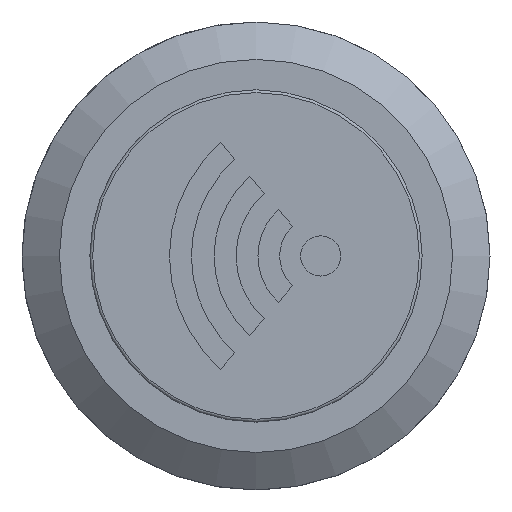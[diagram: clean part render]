
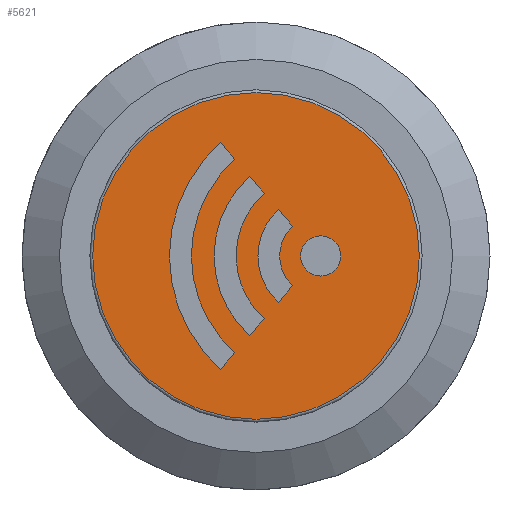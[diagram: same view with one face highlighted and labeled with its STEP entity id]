
A CAD part, top view. The second image highlights one B-rep face of the part: STEP entity #5621.
In plain terms, the highlighted planar face has unit normal (0, 0, 1).
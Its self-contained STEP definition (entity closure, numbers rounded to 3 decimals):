
#205=FACE_BOUND('',#557,.T.);
#206=FACE_BOUND('',#558,.T.);
#207=FACE_BOUND('',#559,.T.);
#208=FACE_BOUND('',#560,.T.);
#255=FACE_OUTER_BOUND('',#556,.T.);
#556=EDGE_LOOP('',(#3709,#3710));
#557=EDGE_LOOP('',(#3711));
#558=EDGE_LOOP('',(#3712,#3713,#3714,#3715));
#559=EDGE_LOOP('',(#3716,#3717,#3718,#3719));
#560=EDGE_LOOP('',(#3720,#3721,#3722,#3723));
#895=CIRCLE('',#5938,2.193);
#896=CIRCLE('',#5939,3.356);
#897=CIRCLE('',#5941,4.518);
#898=CIRCLE('',#5942,5.697);
#899=CIRCLE('',#5944,1.072);
#900=CIRCLE('',#5946,6.912);
#901=CIRCLE('',#5947,8.082);
#902=CIRCLE('',#5949,8.725);
#907=CIRCLE('',#5954,8.725);
#1071=LINE('',#7828,#1663);
#1072=LINE('',#7832,#1664);
#1073=LINE('',#7837,#1665);
#1074=LINE('',#7841,#1666);
#1075=LINE('',#7849,#1667);
#1076=LINE('',#7853,#1668);
#1663=VECTOR('',#6372,10.);
#1664=VECTOR('',#6375,10.);
#1665=VECTOR('',#6380,10.);
#1666=VECTOR('',#6383,10.);
#1667=VECTOR('',#6392,10.);
#1668=VECTOR('',#6395,10.);
#2255=VERTEX_POINT('',#7826);
#2256=VERTEX_POINT('',#7827);
#2257=VERTEX_POINT('',#7829);
#2258=VERTEX_POINT('',#7831);
#2259=VERTEX_POINT('',#7835);
#2260=VERTEX_POINT('',#7836);
#2261=VERTEX_POINT('',#7838);
#2262=VERTEX_POINT('',#7840);
#2263=VERTEX_POINT('',#7844);
#2264=VERTEX_POINT('',#7847);
#2265=VERTEX_POINT('',#7848);
#2266=VERTEX_POINT('',#7850);
#2267=VERTEX_POINT('',#7852);
#2268=VERTEX_POINT('',#7856);
#2269=VERTEX_POINT('',#7857);
#2827=EDGE_CURVE('',#2255,#2256,#1071,.T.);
#2828=EDGE_CURVE('',#2257,#2255,#895,.T.);
#2829=EDGE_CURVE('',#2258,#2257,#1072,.T.);
#2830=EDGE_CURVE('',#2256,#2258,#896,.T.);
#2831=EDGE_CURVE('',#2259,#2260,#1073,.T.);
#2832=EDGE_CURVE('',#2261,#2259,#897,.T.);
#2833=EDGE_CURVE('',#2262,#2261,#1074,.T.);
#2834=EDGE_CURVE('',#2260,#2262,#898,.T.);
#2835=EDGE_CURVE('',#2263,#2263,#899,.T.);
#2836=EDGE_CURVE('',#2264,#2265,#1075,.T.);
#2837=EDGE_CURVE('',#2266,#2264,#900,.T.);
#2838=EDGE_CURVE('',#2267,#2266,#1076,.T.);
#2839=EDGE_CURVE('',#2265,#2267,#901,.T.);
#2840=EDGE_CURVE('',#2268,#2269,#902,.T.);
#2845=EDGE_CURVE('',#2269,#2268,#907,.T.);
#3709=ORIENTED_EDGE('',*,*,#2840,.F.);
#3710=ORIENTED_EDGE('',*,*,#2845,.F.);
#3711=ORIENTED_EDGE('',*,*,#2835,.T.);
#3712=ORIENTED_EDGE('',*,*,#2829,.T.);
#3713=ORIENTED_EDGE('',*,*,#2828,.T.);
#3714=ORIENTED_EDGE('',*,*,#2827,.T.);
#3715=ORIENTED_EDGE('',*,*,#2830,.T.);
#3716=ORIENTED_EDGE('',*,*,#2833,.T.);
#3717=ORIENTED_EDGE('',*,*,#2832,.T.);
#3718=ORIENTED_EDGE('',*,*,#2831,.T.);
#3719=ORIENTED_EDGE('',*,*,#2834,.T.);
#3720=ORIENTED_EDGE('',*,*,#2838,.T.);
#3721=ORIENTED_EDGE('',*,*,#2837,.T.);
#3722=ORIENTED_EDGE('',*,*,#2836,.T.);
#3723=ORIENTED_EDGE('',*,*,#2839,.T.);
#5417=PLANE('',#5955);
#5621=ADVANCED_FACE('',(#255,#205,#206,#207,#208),#5417,.T.);
#5938=AXIS2_PLACEMENT_3D('',#7830,#6373,#6374);
#5939=AXIS2_PLACEMENT_3D('',#7833,#6376,#6377);
#5941=AXIS2_PLACEMENT_3D('',#7839,#6381,#6382);
#5942=AXIS2_PLACEMENT_3D('',#7842,#6384,#6385);
#5944=AXIS2_PLACEMENT_3D('',#7845,#6388,#6389);
#5946=AXIS2_PLACEMENT_3D('',#7851,#6393,#6394);
#5947=AXIS2_PLACEMENT_3D('',#7854,#6396,#6397);
#5949=AXIS2_PLACEMENT_3D('',#7858,#6400,#6401);
#5954=AXIS2_PLACEMENT_3D('',#7866,#6410,#6411);
#5955=AXIS2_PLACEMENT_3D('',#7867,#6412,#6413);
#6372=DIRECTION('',(-0.653,-0.757,0.));
#6373=DIRECTION('center_axis',(0.,0.,
1.));
#6374=DIRECTION('ref_axis',(-0.687,0.727,0.));
#6375=DIRECTION('',(0.653,-0.757,0.));
#6376=DIRECTION('center_axis',(0.,0.,
-1.));
#6377=DIRECTION('ref_axis',(0.675,-0.738,0.));
#6380=DIRECTION('',(-0.653,-0.757,0.));
#6381=DIRECTION('center_axis',(0.,0.,
1.));
#6382=DIRECTION('ref_axis',(-0.67,0.743,0.));
#6383=DIRECTION('',(0.653,-0.757,0.));
#6384=DIRECTION('center_axis',(0.,0.,
-1.));
#6385=DIRECTION('ref_axis',(0.666,-0.746,0.));
#6388=DIRECTION('center_axis',(0.,0.,
-1.));
#6389=DIRECTION('ref_axis',(0.,-1.,0.));
#6392=DIRECTION('',(-0.653,-0.757,0.));
#6393=DIRECTION('center_axis',(0.,0.,
1.));
#6394=DIRECTION('ref_axis',(-0.664,0.748,0.));
#6395=DIRECTION('',(0.653,-0.757,0.));
#6396=DIRECTION('center_axis',(0.,0.,
-1.));
#6397=DIRECTION('ref_axis',(0.662,-0.749,0.));
#6400=DIRECTION('center_axis',(0.,0.,
-1.));
#6401=DIRECTION('ref_axis',(0.,-1.,0.));
#6410=DIRECTION('center_axis',(0.,0.,
-1.));
#6411=DIRECTION('ref_axis',(0.,-1.,0.));
#6412=DIRECTION('center_axis',(0.,0.,
1.));
#6413=DIRECTION('ref_axis',(0.,1.,0.));
#7826=CARTESIAN_POINT('',(1.953,-1.595,2.));
#7827=CARTESIAN_POINT('',(1.193,-2.475,2.));
#7828=CARTESIAN_POINT('',(1.953,-1.595,2.));
#7829=CARTESIAN_POINT('',(1.953,1.595,2.));
#7830=CARTESIAN_POINT('Origin',(3.459,0.,
2.));
#7831=CARTESIAN_POINT('',(1.193,2.475,2.));
#7832=CARTESIAN_POINT('',(1.193,2.475,2.));
#7833=CARTESIAN_POINT('Origin',(3.459,0.,
2.));
#7835=CARTESIAN_POINT('',(0.434,-3.356,2.));
#7836=CARTESIAN_POINT('',(-0.337,-4.249,2.));
#7837=CARTESIAN_POINT('',(0.434,-3.356,2.));
#7838=CARTESIAN_POINT('',(0.434,3.356,2.));
#7839=CARTESIAN_POINT('Origin',(3.459,0.,
2.));
#7840=CARTESIAN_POINT('',(-0.337,4.249,2.));
#7841=CARTESIAN_POINT('',(-0.337,4.249,2.));
#7842=CARTESIAN_POINT('Origin',(3.459,0.,
2.));
#7844=CARTESIAN_POINT('',(3.459,1.072,2.));
#7845=CARTESIAN_POINT('Origin',(3.459,0.,
2.));
#7847=CARTESIAN_POINT('',(-1.131,-5.168,2.));
#7848=CARTESIAN_POINT('',(-1.895,-6.055,2.));
#7849=CARTESIAN_POINT('',(-1.131,-5.168,2.));
#7850=CARTESIAN_POINT('',(-1.131,5.168,2.));
#7851=CARTESIAN_POINT('Origin',(3.459,0.,
2.));
#7852=CARTESIAN_POINT('',(-1.895,6.055,2.));
#7853=CARTESIAN_POINT('',(-1.895,6.055,2.));
#7854=CARTESIAN_POINT('Origin',(3.459,0.,
2.));
#7856=CARTESIAN_POINT('',(0.,8.725,2.));
#7857=CARTESIAN_POINT('',(0.,-8.725,2.));
#7858=CARTESIAN_POINT('Origin',(0.,0.,
2.));
#7866=CARTESIAN_POINT('Origin',(0.,0.,
2.));
#7867=CARTESIAN_POINT('Origin',(0.,0.,
2.));
